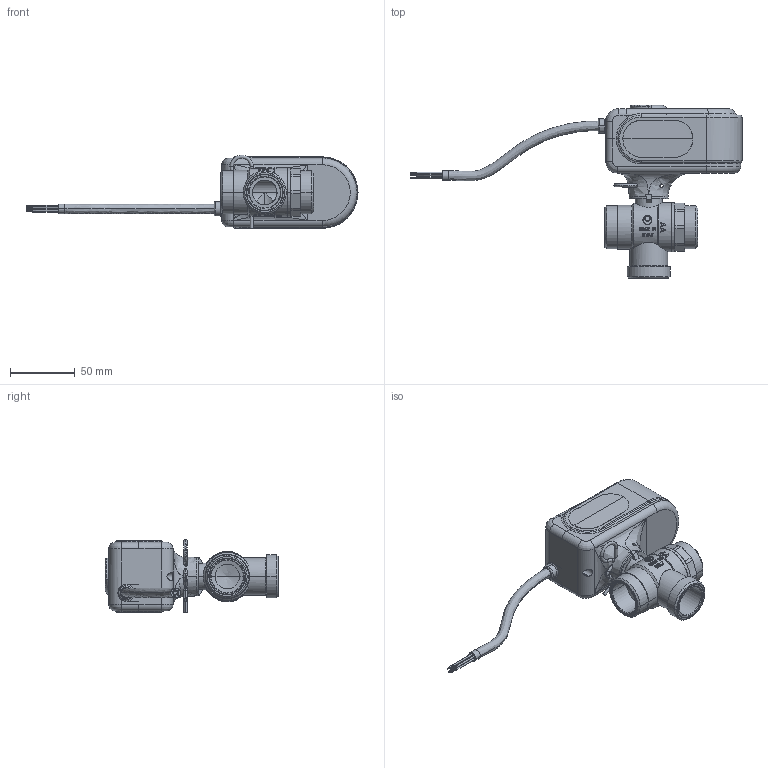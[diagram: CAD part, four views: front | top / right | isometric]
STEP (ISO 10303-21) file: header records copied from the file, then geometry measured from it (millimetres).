
FILE_DESCRIPTION(('CATIA V5 STEP'),'2;1');
FILE_NAME('43102500_123707053_ivr-237-dn20-without-adapters_Motor.stp','2016-06-13T08:37:49+00:00',('none'),('none'),'CATIA Version 5 Release 20 SP 6 (IN-10)','CATIA V5 STEP AP203','none');
FILE_SCHEMA(('CONFIG_CONTROL_DESIGN'));
Products named in the file (2): Product1; MBA100 servomotor
Assembly tree (3 placements, depth 3):
  Product1
    #58
    MBA100 servomotor
      #44280
Bounding box: 256 x 133.5 x 56.82 mm (x, y, z)
Volume: 277810.1 mm3; surface area: 76311 mm2
Topology: 1 solids, 756 shells, 1446 faces, 5771 edges, 5112 vertices
Faces by surface type: plane 766, cylinder 338, bspline 126, revolution 97, torus 81, cone 24, sphere 14
Entity records: 71728 total; most frequent: CARTESIAN_POINT 29180, ORIENTED_EDGE 7488, DIRECTION 6004, EDGE_CURVE 5750, VERTEX_POINT 5112, VECTOR 2367, LINE 2367, B_SPLINE_CURVE_WITH_KNOTS 2344
